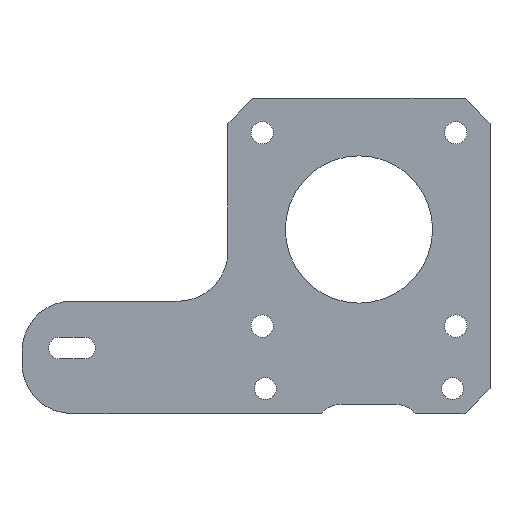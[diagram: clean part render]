
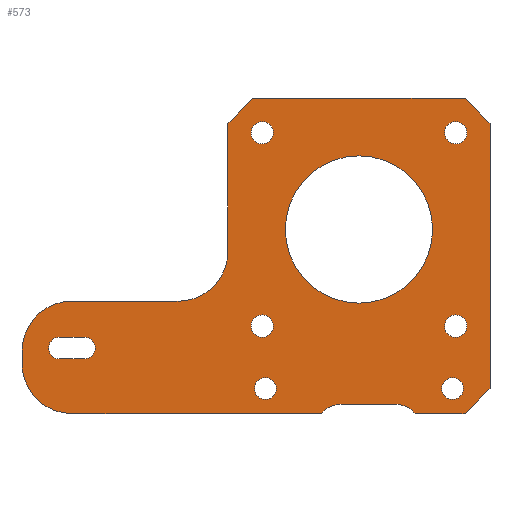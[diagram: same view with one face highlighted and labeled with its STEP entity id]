
A CAD part, front view. The second image highlights one B-rep face of the part: STEP entity #573.
In plain terms, the highlighted planar face has unit normal (0, -1, 0).
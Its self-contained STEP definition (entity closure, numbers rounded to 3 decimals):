
#23=FACE_BOUND('',#92,.T.);
#24=FACE_BOUND('',#93,.T.);
#25=FACE_BOUND('',#94,.T.);
#26=FACE_BOUND('',#95,.T.);
#27=FACE_BOUND('',#96,.T.);
#28=FACE_BOUND('',#97,.T.);
#29=FACE_BOUND('',#98,.T.);
#30=FACE_BOUND('',#99,.T.);
#36=PLANE('',#633);
#54=FACE_OUTER_BOUND('',#91,.T.);
#91=EDGE_LOOP('',(#444,#445,#446,#447,#448,#449,#450,#451,#452,#453,#454,
#455,#456,#457,#458,#459));
#92=EDGE_LOOP('',(#460,#461,#462,#463));
#93=EDGE_LOOP('',(#464));
#94=EDGE_LOOP('',(#465));
#95=EDGE_LOOP('',(#466));
#96=EDGE_LOOP('',(#467));
#97=EDGE_LOOP('',(#468));
#98=EDGE_LOOP('',(#469));
#99=EDGE_LOOP('',(#470));
#125=LINE('',#855,#178);
#126=LINE('',#858,#179);
#131=LINE('',#867,#184);
#143=LINE('',#918,#196);
#145=LINE('',#922,#198);
#146=LINE('',#924,#199);
#147=LINE('',#926,#200);
#148=LINE('',#928,#201);
#149=LINE('',#930,#202);
#150=LINE('',#932,#203);
#151=LINE('',#936,#204);
#152=LINE('',#940,#205);
#153=LINE('',#944,#206);
#178=VECTOR('',#686,10.);
#179=VECTOR('',#689,10.);
#184=VECTOR('',#696,10.);
#196=VECTOR('',#740,10.);
#198=VECTOR('',#744,10.);
#199=VECTOR('',#745,10.);
#200=VECTOR('',#746,10.);
#201=VECTOR('',#747,10.);
#202=VECTOR('',#748,10.);
#203=VECTOR('',#749,10.);
#204=VECTOR('',#752,10.);
#205=VECTOR('',#755,10.);
#206=VECTOR('',#758,10.);
#227=CIRCLE('',#610,4.);
#228=CIRCLE('',#612,4.);
#242=CIRCLE('',#631,8.);
#243=CIRCLE('',#634,8.);
#244=CIRCLE('',#635,8.);
#245=CIRCLE('',#636,1.75);
#246=CIRCLE('',#637,1.75);
#247=CIRCLE('',#638,1.8);
#248=CIRCLE('',#639,1.75);
#249=CIRCLE('',#640,1.8);
#250=CIRCLE('',#641,1.8);
#251=CIRCLE('',#642,1.75);
#252=CIRCLE('',#643,1.8);
#253=CIRCLE('',#644,11.8);
#256=VERTEX_POINT('',#839);
#257=VERTEX_POINT('',#841);
#258=VERTEX_POINT('',#845);
#259=VERTEX_POINT('',#846);
#262=VERTEX_POINT('',#857);
#265=VERTEX_POINT('',#865);
#287=VERTEX_POINT('',#913);
#288=VERTEX_POINT('',#917);
#289=VERTEX_POINT('',#921);
#290=VERTEX_POINT('',#923);
#291=VERTEX_POINT('',#925);
#292=VERTEX_POINT('',#927);
#293=VERTEX_POINT('',#929);
#294=VERTEX_POINT('',#931);
#295=VERTEX_POINT('',#933);
#296=VERTEX_POINT('',#935);
#297=VERTEX_POINT('',#938);
#298=VERTEX_POINT('',#939);
#299=VERTEX_POINT('',#941);
#300=VERTEX_POINT('',#943);
#301=VERTEX_POINT('',#946);
#302=VERTEX_POINT('',#948);
#303=VERTEX_POINT('',#950);
#304=VERTEX_POINT('',#952);
#305=VERTEX_POINT('',#954);
#306=VERTEX_POINT('',#956);
#307=VERTEX_POINT('',#958);
#310=EDGE_CURVE('',#256,#257,#227,.T.);
#312=EDGE_CURVE('',#258,#259,#228,.T.);
#317=EDGE_CURVE('',#256,#259,#125,.T.);
#318=EDGE_CURVE('',#257,#262,#126,.T.);
#323=EDGE_CURVE('',#265,#258,#131,.T.);
#346=EDGE_CURVE('',#262,#287,#242,.T.);
#348=EDGE_CURVE('',#287,#288,#143,.T.);
#350=EDGE_CURVE('',#289,#265,#145,.T.);
#351=EDGE_CURVE('',#290,#289,#146,.T.);
#352=EDGE_CURVE('',#291,#290,#147,.T.);
#353=EDGE_CURVE('',#292,#291,#148,.T.);
#354=EDGE_CURVE('',#293,#292,#149,.T.);
#355=EDGE_CURVE('',#294,#293,#150,.T.);
#356=EDGE_CURVE('',#295,#294,#243,.T.);
#357=EDGE_CURVE('',#296,#295,#151,.T.);
#358=EDGE_CURVE('',#288,#296,#244,.T.);
#359=EDGE_CURVE('',#297,#298,#152,.T.);
#360=EDGE_CURVE('',#299,#297,#245,.T.);
#361=EDGE_CURVE('',#300,#299,#153,.T.);
#362=EDGE_CURVE('',#298,#300,#246,.T.);
#363=EDGE_CURVE('',#301,#301,#247,.T.);
#364=EDGE_CURVE('',#302,#302,#248,.T.);
#365=EDGE_CURVE('',#303,#303,#249,.T.);
#366=EDGE_CURVE('',#304,#304,#250,.T.);
#367=EDGE_CURVE('',#305,#305,#251,.T.);
#368=EDGE_CURVE('',#306,#306,#252,.T.);
#369=EDGE_CURVE('',#307,#307,#253,.T.);
#444=ORIENTED_EDGE('',*,*,#323,.F.);
#445=ORIENTED_EDGE('',*,*,#350,.F.);
#446=ORIENTED_EDGE('',*,*,#351,.F.);
#447=ORIENTED_EDGE('',*,*,#352,.F.);
#448=ORIENTED_EDGE('',*,*,#353,.F.);
#449=ORIENTED_EDGE('',*,*,#354,.F.);
#450=ORIENTED_EDGE('',*,*,#355,.F.);
#451=ORIENTED_EDGE('',*,*,#356,.F.);
#452=ORIENTED_EDGE('',*,*,#357,.F.);
#453=ORIENTED_EDGE('',*,*,#358,.F.);
#454=ORIENTED_EDGE('',*,*,#348,.F.);
#455=ORIENTED_EDGE('',*,*,#346,.F.);
#456=ORIENTED_EDGE('',*,*,#318,.F.);
#457=ORIENTED_EDGE('',*,*,#310,.F.);
#458=ORIENTED_EDGE('',*,*,#317,.T.);
#459=ORIENTED_EDGE('',*,*,#312,.F.);
#460=ORIENTED_EDGE('',*,*,#359,.F.);
#461=ORIENTED_EDGE('',*,*,#360,.F.);
#462=ORIENTED_EDGE('',*,*,#361,.F.);
#463=ORIENTED_EDGE('',*,*,#362,.F.);
#464=ORIENTED_EDGE('',*,*,#363,.F.);
#465=ORIENTED_EDGE('',*,*,#364,.F.);
#466=ORIENTED_EDGE('',*,*,#365,.F.);
#467=ORIENTED_EDGE('',*,*,#366,.F.);
#468=ORIENTED_EDGE('',*,*,#367,.F.);
#469=ORIENTED_EDGE('',*,*,#368,.F.);
#470=ORIENTED_EDGE('',*,*,#369,.F.);
#573=ADVANCED_FACE('',(#54,#23,#24,#25,#26,#27,#28,#29,#30),#36,.F.);
#610=AXIS2_PLACEMENT_3D('',#842,#672,#673);
#612=AXIS2_PLACEMENT_3D('',#847,#677,#678);
#631=AXIS2_PLACEMENT_3D('',#914,#735,#736);
#633=AXIS2_PLACEMENT_3D('',#920,#742,#743);
#634=AXIS2_PLACEMENT_3D('',#934,#750,#751);
#635=AXIS2_PLACEMENT_3D('',#937,#753,#754);
#636=AXIS2_PLACEMENT_3D('',#942,#756,#757);
#637=AXIS2_PLACEMENT_3D('',#945,#759,#760);
#638=AXIS2_PLACEMENT_3D('',#947,#761,#762);
#639=AXIS2_PLACEMENT_3D('',#949,#763,#764);
#640=AXIS2_PLACEMENT_3D('',#951,#765,#766);
#641=AXIS2_PLACEMENT_3D('',#953,#767,#768);
#642=AXIS2_PLACEMENT_3D('',#955,#769,#770);
#643=AXIS2_PLACEMENT_3D('',#957,#771,#772);
#644=AXIS2_PLACEMENT_3D('',#959,#773,#774);
#672=DIRECTION('center_axis',(0.,-1.,0.));
#673=DIRECTION('ref_axis',(-0.781,0.,0.625));
#677=DIRECTION('center_axis',(0.,-1.,0.));
#678=DIRECTION('ref_axis',(0.781,0.,0.625));
#686=DIRECTION('',(1.,0.,0.));
#689=DIRECTION('',(-1.,0.,0.));
#696=DIRECTION('',(-1.,0.,0.));
#735=DIRECTION('center_axis',(0.,1.,0.));
#736=DIRECTION('ref_axis',(-0.707,0.,-0.707));
#740=DIRECTION('',(0.,0.,1.));
#742=DIRECTION('center_axis',(0.,1.,0.));
#743=DIRECTION('ref_axis',(-1.,0.,0.));
#744=DIRECTION('',(-0.707,0.,-0.707));
#745=DIRECTION('',(0.,0.,-1.));
#746=DIRECTION('',(0.707,0.,-0.707));
#747=DIRECTION('',(1.,0.,0.));
#748=DIRECTION('',(0.707,0.,0.707));
#749=DIRECTION('',(0.,0.,1.));
#750=DIRECTION('center_axis',(0.,-1.,0.));
#751=DIRECTION('ref_axis',(0.707,0.,-0.707));
#752=DIRECTION('',(1.,0.,0.));
#753=DIRECTION('center_axis',(0.,1.,0.));
#754=DIRECTION('ref_axis',(-0.707,0.,0.707));
#755=DIRECTION('',(1.,0.,0.));
#756=DIRECTION('center_axis',(0.,-1.,0.));
#757=DIRECTION('ref_axis',(0.,0.,-1.));
#758=DIRECTION('',(-1.,0.,0.));
#759=DIRECTION('center_axis',(0.,-1.,0.));
#760=DIRECTION('ref_axis',(0.,0.,1.));
#761=DIRECTION('center_axis',(0.,-1.,0.));
#762=DIRECTION('ref_axis',(-1.,0.,0.));
#763=DIRECTION('center_axis',(0.,-1.,0.));
#764=DIRECTION('ref_axis',(-1.,0.,0.));
#765=DIRECTION('center_axis',(0.,-1.,0.));
#766=DIRECTION('ref_axis',(-1.,0.,0.));
#767=DIRECTION('center_axis',(0.,-1.,0.));
#768=DIRECTION('ref_axis',(-1.,0.,0.));
#769=DIRECTION('center_axis',(0.,-1.,0.));
#770=DIRECTION('ref_axis',(-1.,0.,0.));
#771=DIRECTION('center_axis',(0.,-1.,0.));
#772=DIRECTION('ref_axis',(-1.,0.,0.));
#773=DIRECTION('center_axis',(0.,-1.,0.));
#774=DIRECTION('ref_axis',(-1.,0.,0.));
#839=CARTESIAN_POINT('',(-2.878,25.,-28.));
#841=CARTESIAN_POINT('',(-6.,25.,-29.5));
#842=CARTESIAN_POINT('Origin',(-2.878,25.,-32.));
#845=CARTESIAN_POINT('',(9.,25.,-29.5));
#846=CARTESIAN_POINT('',(5.878,25.,-28.));
#847=CARTESIAN_POINT('Origin',(5.878,25.,-32.));
#855=CARTESIAN_POINT('',(4.5,25.,-28.));
#857=CARTESIAN_POINT('',(-46.,25.,-29.5));
#858=CARTESIAN_POINT('',(21.,25.,-29.5));
#865=CARTESIAN_POINT('',(17.,25.,-29.5));
#867=CARTESIAN_POINT('',(21.,25.,-29.5));
#913=CARTESIAN_POINT('',(-54.,25.,-21.5));
#914=CARTESIAN_POINT('Origin',(-46.,25.,-21.5));
#917=CARTESIAN_POINT('',(-54.,25.,-19.5));
#918=CARTESIAN_POINT('',(-54.,25.,-16.));
#920=CARTESIAN_POINT('Origin',(0.,25.,-4.25));
#921=CARTESIAN_POINT('',(21.,25.,-25.5));
#922=CARTESIAN_POINT('',(20.063,25.,-26.438));
#923=CARTESIAN_POINT('',(21.,25.,17.));
#924=CARTESIAN_POINT('',(21.,25.,21.));
#925=CARTESIAN_POINT('',(17.,25.,21.));
#926=CARTESIAN_POINT('',(20.063,25.,17.938));
#927=CARTESIAN_POINT('',(-17.,25.,21.));
#928=CARTESIAN_POINT('',(-21.,25.,21.));
#929=CARTESIAN_POINT('',(-21.,25.,17.));
#930=CARTESIAN_POINT('',(-20.063,25.,17.938));
#931=CARTESIAN_POINT('',(-21.,25.,-3.5));
#932=CARTESIAN_POINT('',(-21.,25.,-29.5));
#933=CARTESIAN_POINT('',(-29.,25.,-11.5));
#934=CARTESIAN_POINT('Origin',(-29.,25.,-3.5));
#935=CARTESIAN_POINT('',(-46.,25.,-11.5));
#936=CARTESIAN_POINT('',(-28.25,25.,-11.5));
#937=CARTESIAN_POINT('Origin',(-46.,25.,-19.5));
#938=CARTESIAN_POINT('',(-48.,25.,-20.75));
#939=CARTESIAN_POINT('',(-44.,25.,-20.75));
#940=CARTESIAN_POINT('',(-39.75,25.,-20.75));
#941=CARTESIAN_POINT('',(-48.,25.,-17.25));
#942=CARTESIAN_POINT('Origin',(-48.,25.,-19.));
#943=CARTESIAN_POINT('',(-44.,25.,-17.25));
#944=CARTESIAN_POINT('',(-41.75,25.,-17.25));
#945=CARTESIAN_POINT('Origin',(-44.,25.,-19.));
#946=CARTESIAN_POINT('',(17.3,25.,15.5));
#947=CARTESIAN_POINT('Origin',(15.5,25.,15.5));
#948=CARTESIAN_POINT('',(-13.25,25.,-25.5));
#949=CARTESIAN_POINT('Origin',(-15.,25.,-25.5));
#950=CARTESIAN_POINT('',(-13.7,25.,-15.5));
#951=CARTESIAN_POINT('Origin',(-15.5,25.,-15.5));
#952=CARTESIAN_POINT('',(-13.7,25.,15.5));
#953=CARTESIAN_POINT('Origin',(-15.5,25.,15.5));
#954=CARTESIAN_POINT('',(16.75,25.,-25.5));
#955=CARTESIAN_POINT('Origin',(15.,25.,-25.5));
#956=CARTESIAN_POINT('',(17.3,25.,-15.5));
#957=CARTESIAN_POINT('Origin',(15.5,25.,-15.5));
#958=CARTESIAN_POINT('',(11.8,25.,0.));
#959=CARTESIAN_POINT('Origin',(0.,25.,0.));
